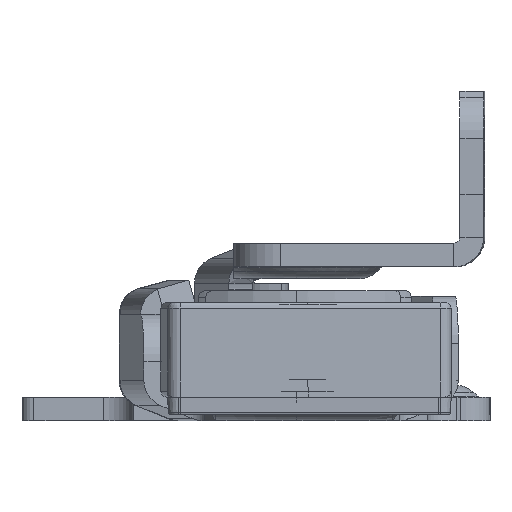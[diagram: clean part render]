
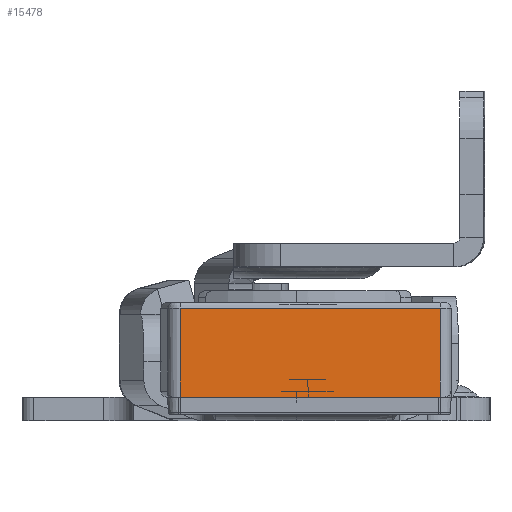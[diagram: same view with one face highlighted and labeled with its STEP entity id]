
A CAD part, left-side view. The second image highlights one B-rep face of the part: STEP entity #15478.
In plain terms, the highlighted face is planar.
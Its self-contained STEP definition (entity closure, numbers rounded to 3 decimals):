
#39 = VERTEX_POINT ( 'NONE', #6496 ) ;
#358 = CARTESIAN_POINT ( 'NONE',  ( 10., -11., 8. ) ) ;
#936 = VERTEX_POINT ( 'NONE', #2744 ) ;
#1167 = CARTESIAN_POINT ( 'NONE',  ( 10., 11., 0.5 ) ) ;
#1353 = DIRECTION ( 'NONE',  ( 0., 0., -1. ) ) ;
#1514 = CARTESIAN_POINT ( 'NONE',  ( 10., 11., 8. ) ) ;
#1722 = DIRECTION ( 'NONE',  ( 0., -1., 0. ) ) ;
#1737 = FACE_OUTER_BOUND ( 'NONE', #10452, .T. ) ;
#2559 = LINE ( 'NONE', #358, #9738 ) ;
#2744 = CARTESIAN_POINT ( 'NONE',  ( 10., 11., 8. ) ) ;
#2890 = ORIENTED_EDGE ( 'NONE', *, *, #3951, .T. ) ;
#2995 = DIRECTION ( 'NONE',  ( 0., 0., -1. ) ) ;
#3151 = DIRECTION ( 'NONE',  ( 1., 0., 0. ) ) ;
#3214 = LINE ( 'NONE', #6575, #13956 ) ;
#3951 = EDGE_CURVE ( 'NONE', #14153, #6601, #4704, .T. ) ;
#3979 = ORIENTED_EDGE ( 'NONE', *, *, #10713, .T. ) ;
#4704 = LINE ( 'NONE', #1167, #11141 ) ;
#4986 = EDGE_CURVE ( 'NONE', #936, #6601, #13422, .T. ) ;
#6496 = CARTESIAN_POINT ( 'NONE',  ( 10., -11., 8. ) ) ;
#6575 = CARTESIAN_POINT ( 'NONE',  ( 10., 11., 8. ) ) ;
#6601 = VERTEX_POINT ( 'NONE', #14820 ) ;
#6644 = VECTOR ( 'NONE', #1353, 1000. ) ;
#6796 = ORIENTED_EDGE ( 'NONE', *, *, #7860, .T. ) ;
#7860 = EDGE_CURVE ( 'NONE', #936, #39, #3214, .T. ) ;
#8358 = ORIENTED_EDGE ( 'NONE', *, *, #4986, .F. ) ;
#8452 = DIRECTION ( 'NONE',  ( 0., 1., 0. ) ) ;
#8950 = PLANE ( 'NONE',  #13384 ) ;
#9738 = VECTOR ( 'NONE', #12036, 1000. ) ;
#10037 = CARTESIAN_POINT ( 'NONE',  ( 10., 11., 8. ) ) ;
#10452 = EDGE_LOOP ( 'NONE', ( #3979, #2890, #8358, #6796 ) ) ;
#10713 = EDGE_CURVE ( 'NONE', #39, #14153, #2559, .T. ) ;
#11141 = VECTOR ( 'NONE', #8452, 1000. ) ;
#12036 = DIRECTION ( 'NONE',  ( 0., 0., -1. ) ) ;
#12490 = CARTESIAN_POINT ( 'NONE',  ( 10., -11., 0.5 ) ) ;
#13384 = AXIS2_PLACEMENT_3D ( 'NONE', #10037, #3151, #2995 ) ;
#13422 = LINE ( 'NONE', #1514, #6644 ) ;
#13956 = VECTOR ( 'NONE', #1722, 1000. ) ;
#14153 = VERTEX_POINT ( 'NONE', #12490 ) ;
#14820 = CARTESIAN_POINT ( 'NONE',  ( 10., 11., 0.5 ) ) ;
#15478 = ADVANCED_FACE ( 'NONE', ( #1737 ), #8950, .T. ) ;
